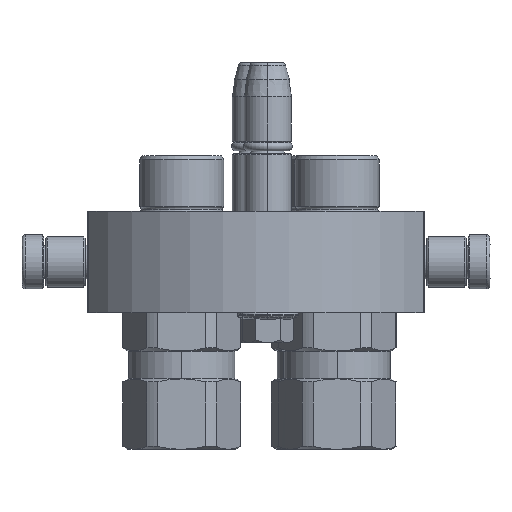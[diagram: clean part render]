
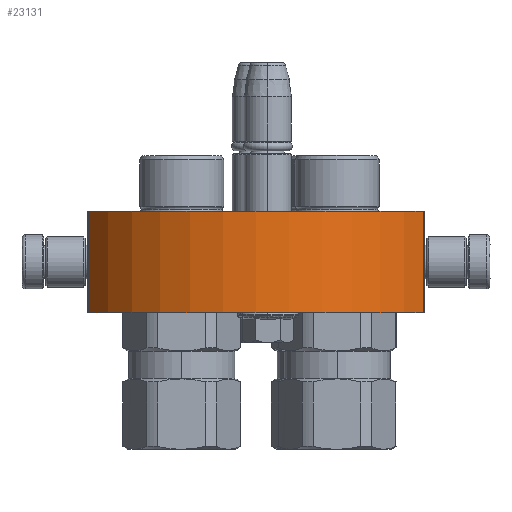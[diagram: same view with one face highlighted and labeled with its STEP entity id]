
A CAD part, left-side view. The second image highlights one B-rep face of the part: STEP entity #23131.
In plain terms, the highlighted cylindrical face has radius 57.25 mm (diameter 114.5 mm), a partial arc.
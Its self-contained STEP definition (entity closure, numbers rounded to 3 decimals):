
#391 = EDGE_CURVE ( 'NONE', #6803, #7582, #32770, .T. ) ;
#1890 = LINE ( 'NONE', #13559, #31669 ) ;
#2313 = ORIENTED_EDGE ( 'NONE', *, *, #27347, .F. ) ;
#2398 = FACE_OUTER_BOUND ( 'NONE', #29439, .T. ) ;
#4293 = AXIS2_PLACEMENT_3D ( 'NONE', #18027, #35451, #18273 ) ;
#4869 = DIRECTION ( 'NONE',  ( 0., 1., 0. ) ) ;
#5444 = ORIENTED_EDGE ( 'NONE', *, *, #391, .T. ) ;
#6803 = VERTEX_POINT ( 'NONE', #17846 ) ;
#7582 = VERTEX_POINT ( 'NONE', #28040 ) ;
#7756 = LINE ( 'NONE', #31633, #28118 ) ;
#8747 = CARTESIAN_POINT ( 'NONE',  ( 49.5, 30., -28.763 ) ) ;
#9890 = EDGE_CURVE ( 'NONE', #6803, #34714, #7756, .T. ) ;
#10726 = EDGE_CURVE ( 'NONE', #7582, #35575, #1890, .T. ) ;
#11656 = AXIS2_PLACEMENT_3D ( 'NONE', #36677, #4869, #30763 ) ;
#12206 = ORIENTED_EDGE ( 'NONE', *, *, #10726, .T. ) ;
#13111 = CARTESIAN_POINT ( 'NONE',  ( -49.5, 30., -28.763 ) ) ;
#13559 = CARTESIAN_POINT ( 'NONE',  ( -49.5, 0., -28.763 ) ) ;
#15004 = CARTESIAN_POINT ( 'NONE',  ( 0., 0., 0. ) ) ;
#16757 = CYLINDRICAL_SURFACE ( 'NONE', #25830, 57.25 ) ;
#17801 = DIRECTION ( 'NONE',  ( 0., -1., 0. ) ) ;
#17846 = CARTESIAN_POINT ( 'NONE',  ( 49.5, 0., -28.763 ) ) ;
#18027 = CARTESIAN_POINT ( 'NONE',  ( 0., 0., 0. ) ) ;
#18273 = DIRECTION ( 'NONE',  ( 0.865, 0., -0.502 ) ) ;
#19512 = DIRECTION ( 'NONE',  ( 0., 1., 0. ) ) ;
#19980 = ORIENTED_EDGE ( 'NONE', *, *, #9890, .F. ) ;
#23131 = ADVANCED_FACE ( 'NONE', ( #2398 ), #16757, .T. ) ;
#23527 = DIRECTION ( 'NONE',  ( 1., 0., 0. ) ) ;
#25830 = AXIS2_PLACEMENT_3D ( 'NONE', #15004, #17801, #23527 ) ;
#26063 = DIRECTION ( 'NONE',  ( 0., 1., 0. ) ) ;
#27347 = EDGE_CURVE ( 'NONE', #34714, #35575, #35654, .T. ) ;
#28040 = CARTESIAN_POINT ( 'NONE',  ( -49.5, 0., -28.763 ) ) ;
#28118 = VECTOR ( 'NONE', #26063, 1000. ) ;
#29439 = EDGE_LOOP ( 'NONE', ( #2313, #19980, #5444, #12206 ) ) ;
#30763 = DIRECTION ( 'NONE',  ( 0.865, 0., -0.502 ) ) ;
#31633 = CARTESIAN_POINT ( 'NONE',  ( 49.5, 0., -28.763 ) ) ;
#31669 = VECTOR ( 'NONE', #19512, 1000. ) ;
#32770 = CIRCLE ( 'NONE', #4293, 57.25 ) ;
#34714 = VERTEX_POINT ( 'NONE', #8747 ) ;
#35451 = DIRECTION ( 'NONE',  ( 0., 1., 0. ) ) ;
#35575 = VERTEX_POINT ( 'NONE', #13111 ) ;
#35654 = CIRCLE ( 'NONE', #11656, 57.25 ) ;
#36677 = CARTESIAN_POINT ( 'NONE',  ( 0., 30., 0. ) ) ;
